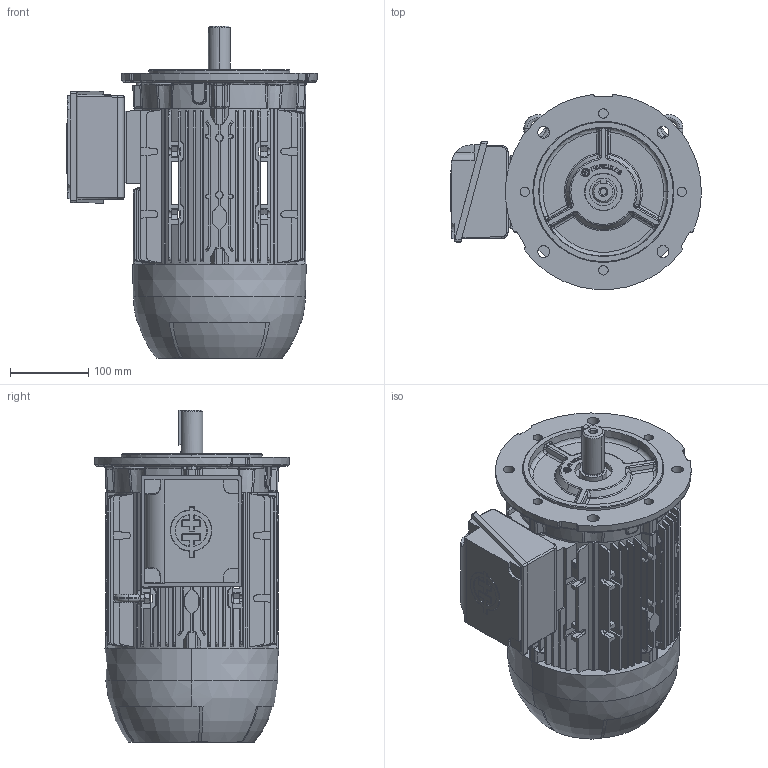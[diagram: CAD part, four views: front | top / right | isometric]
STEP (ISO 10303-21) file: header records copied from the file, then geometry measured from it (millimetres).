
FILE_DESCRIPTION (( 'STEP AP203' ), '1' );
FILE_NAME ('112L_SP_FF_RIGHT.STEP', '2022-06-28T16:51:20', ( '' ), ( '' ), 'SwSTEP 2.0', 'SolidWorks 2020', '' );
FILE_SCHEMA (( 'CONFIG_CONTROL_DESIGN' ));
Length unit declared in the file: millimetre
Products named in the file (1): 112L_SP_FF_RIGHT
Bounding box: 319.61 x 248.63 x 423.2 mm (x, y, z)
Surface area: 711217.8 mm2 (no closed solid volume)
Topology: 0 solids, 18 shells, 1890 faces, 5725 edges, 3788 vertices
Faces by surface type: plane 970, cylinder 400, cone 213, bspline 202, torus 103, sphere 2
Entity records: 73408 total; most frequent: CARTESIAN_POINT 26962, ORIENTED_EDGE 10225, DIRECTION 8403, EDGE_CURVE 5683, VERTEX_POINT 3788, LINE 2957, VECTOR 2957, AXIS2_PLACEMENT_3D 2723
